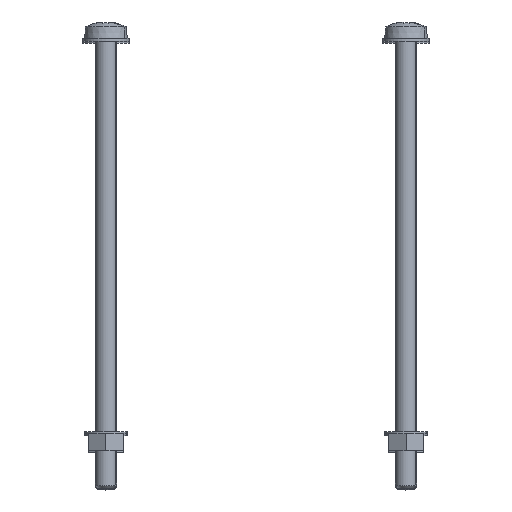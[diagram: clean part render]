
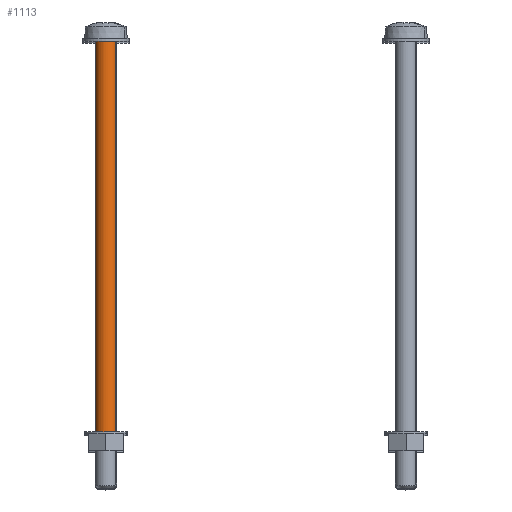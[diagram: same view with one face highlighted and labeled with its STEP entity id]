
A CAD part, top view. The second image highlights one B-rep face of the part: STEP entity #1113.
In plain terms, the highlighted cylindrical face has radius 2.5 mm (diameter 5 mm), a partial arc.
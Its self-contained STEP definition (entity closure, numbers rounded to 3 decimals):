
#243=DIRECTION('',(0.,1.,0.));
#244=VECTOR('',#243,91.);
#245=CARTESIAN_POINT('',(-32.806,0.,
257.699));
#246=LINE('',#245,#244);
#252=DIRECTION('',(0.,-1.,0.));
#253=VECTOR('',#252,91.);
#254=CARTESIAN_POINT('',(-37.194,91.,255.301));
#255=LINE('',#254,#253);
#374=CARTESIAN_POINT('',(-35.,0.,256.5));
#375=DIRECTION('',(0.,-1.,0.));
#376=DIRECTION('',(0.878,0.,0.479));
#377=AXIS2_PLACEMENT_3D('',#374,#375,#376);
#379=CARTESIAN_POINT('',(-35.,91.,256.5));
#380=DIRECTION('',(0.,-1.,0.));
#381=DIRECTION('',(0.878,0.,0.479));
#382=AXIS2_PLACEMENT_3D('',#379,#380,#381);
#719=CARTESIAN_POINT('',(-32.806,91.,257.699));
#720=CARTESIAN_POINT('',(-37.194,91.,255.301));
#721=VERTEX_POINT('',#719);
#722=VERTEX_POINT('',#720);
#723=CARTESIAN_POINT('',(-32.806,0.,
257.699));
#724=CARTESIAN_POINT('',(-37.194,0.,
255.301));
#725=VERTEX_POINT('',#723);
#726=VERTEX_POINT('',#724);
#1101=CARTESIAN_POINT('',(-35.,93.686,256.5));
#1102=DIRECTION('',(0.,-1.,0.));
#1103=DIRECTION('',(0.878,0.,0.479));
#1104=AXIS2_PLACEMENT_3D('',#1101,#1102,#1103);
#1105=CYLINDRICAL_SURFACE('',#1104,2.5);
#1106=ORIENTED_EDGE('',*,*,#863,.T.);
#1107=ORIENTED_EDGE('',*,*,#818,.F.);
#1109=ORIENTED_EDGE('',*,*,#1108,.F.);
#1110=ORIENTED_EDGE('',*,*,#814,.F.);
#1111=EDGE_LOOP('',(#1106,#1107,#1109,#1110));
#1112=FACE_OUTER_BOUND('',#1111,.F.);
#378=CIRCLE('',#377,2.5);
#383=CIRCLE('',#382,2.5);
#814=EDGE_CURVE('',#725,#721,#246,.T.);
#818=EDGE_CURVE('',#722,#726,#255,.T.);
#863=EDGE_CURVE('',#725,#726,#378,.T.);
#1108=EDGE_CURVE('',#721,#722,#383,.T.);
#1113=ADVANCED_FACE('',(#1112),#1105,.T.);
